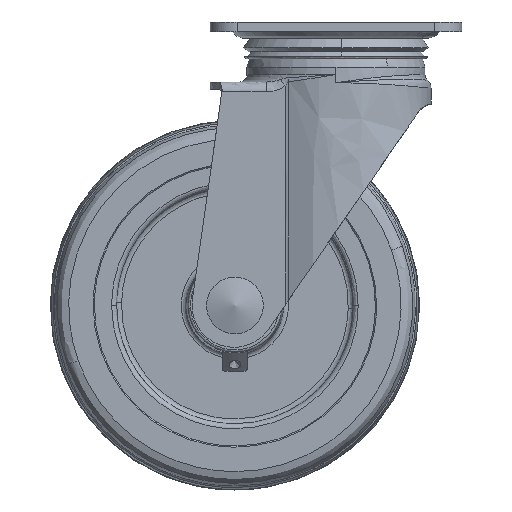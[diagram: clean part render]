
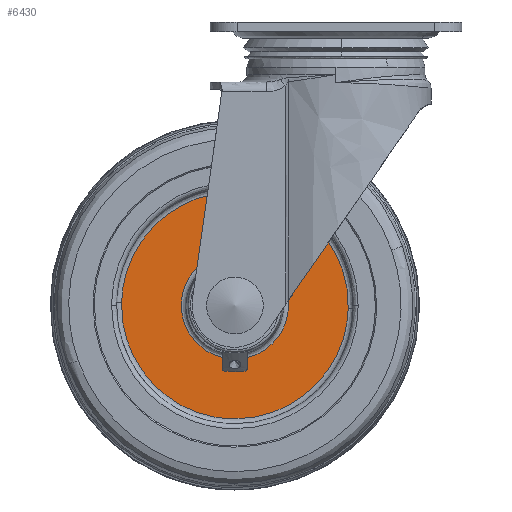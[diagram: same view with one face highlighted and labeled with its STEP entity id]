
A CAD part, front view. The second image highlights one B-rep face of the part: STEP entity #6430.
In plain terms, the highlighted free-form (B-spline) face has degree [1, 1] with [2, 2] control points.
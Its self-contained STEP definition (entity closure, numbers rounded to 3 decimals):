
#5749=CARTESIAN_POINT('',(-86.985,-12.,-113.844));
#5750=VERTEX_POINT('',#5749);
#5764=CARTESIAN_POINT('',(-41.0,-12.,-69.));
#5765=VERTEX_POINT('',#5764);
#5766=CARTESIAN_POINT('',(-41.0,-12.,-69.));
#5767=CARTESIAN_POINT('',(-85.858,-12.,-69.));
#5768=CARTESIAN_POINT('',(-86.985,-12.,-113.844));
#5776=(BOUNDED_CURVE()B_SPLINE_CURVE(2,(#5766,#5767,#5768),.UNSPECIFIED.,.F.,.U.)B_SPLINE_CURVE_WITH_KNOTS((3,3),(0.5,0.746),.UNSPECIFIED.)CURVE()GEOMETRIC_REPRESENTATION_ITEM()RATIONAL_B_SPLINE_CURVE((1.0,0.712,0.99))REPRESENTATION_ITEM(''));
#5777=EDGE_CURVE('',#5765,#5750,#5776,.T.);
#5779=CARTESIAN_POINT('',(4.985,-12.,-116.156));
#5780=VERTEX_POINT('',#5779);
#5781=CARTESIAN_POINT('',(4.985,-12.,-116.156));
#5782=CARTESIAN_POINT('',(5.,-12.,-115.578));
#5783=CARTESIAN_POINT('',(5.,-12.,-115.));
#5784=CARTESIAN_POINT('',(5.,-12.,-69.));
#5785=CARTESIAN_POINT('',(-41.0,-12.,-69.));
#5793=(BOUNDED_CURVE()B_SPLINE_CURVE(2,(#5781,#5782,#5783,#5784,#5785),.UNSPECIFIED.,.F.,.U.)B_SPLINE_CURVE_WITH_KNOTS((3,2,3),(0.246,0.25,0.5),.UNSPECIFIED.)CURVE()GEOMETRIC_REPRESENTATION_ITEM()RATIONAL_B_SPLINE_CURVE((0.99,0.995,1.0,0.707,1.0))REPRESENTATION_ITEM(''));
#5794=EDGE_CURVE('',#5780,#5765,#5793,.T.);
#5844=CARTESIAN_POINT('',(-41.0,-12.,-161.));
#5845=VERTEX_POINT('',#5844);
#5846=CARTESIAN_POINT('',(-41.0,-12.,-161.));
#5847=CARTESIAN_POINT('',(3.858,-12.,-161.));
#5848=CARTESIAN_POINT('',(4.985,-12.,-116.156));
#5856=(BOUNDED_CURVE()B_SPLINE_CURVE(2,(#5846,#5847,#5848),.UNSPECIFIED.,.F.,.U.)B_SPLINE_CURVE_WITH_KNOTS((3,3),(0.0,0.246),.UNSPECIFIED.)CURVE()GEOMETRIC_REPRESENTATION_ITEM()RATIONAL_B_SPLINE_CURVE((1.0,0.712,0.99))REPRESENTATION_ITEM(''));
#5857=EDGE_CURVE('',#5845,#5780,#5856,.T.);
#5859=CARTESIAN_POINT('',(-86.985,-12.,-113.844));
#5860=CARTESIAN_POINT('',(-87.,-12.,-114.422));
#5861=CARTESIAN_POINT('',(-87.,-12.,-115.));
#5862=CARTESIAN_POINT('',(-87.,-12.,-161.));
#5863=CARTESIAN_POINT('',(-41.0,-12.,-161.));
#5871=(BOUNDED_CURVE()B_SPLINE_CURVE(2,(#5859,#5860,#5861,#5862,#5863),.UNSPECIFIED.,.F.,.U.)B_SPLINE_CURVE_WITH_KNOTS((3,2,3),(0.746,0.75,1.0),.UNSPECIFIED.)CURVE()GEOMETRIC_REPRESENTATION_ITEM()RATIONAL_B_SPLINE_CURVE((0.99,0.995,1.0,0.707,1.0))REPRESENTATION_ITEM(''));
#5872=EDGE_CURVE('',#5750,#5845,#5871,.T.);
#6106=CARTESIAN_POINT('',(-36.0,-12.,-136.155));
#6107=VERTEX_POINT('',#6106);
#6137=CARTESIAN_POINT('',(-46.0,-12.,-136.155));
#6138=VERTEX_POINT('',#6137);
#6139=CARTESIAN_POINT('',(-46.0,-12.,-136.155));
#6140=CARTESIAN_POINT('',(-47.202,-12.,-135.871));
#6141=CARTESIAN_POINT('',(-49.479,-12.,-135.123));
#6142=CARTESIAN_POINT('',(-52.187,-12.,-133.705));
#6143=CARTESIAN_POINT('',(-54.625,-12.,-132.012));
#6144=CARTESIAN_POINT('',(-56.468,-12.,-130.355));
#6145=CARTESIAN_POINT('',(-58.411,-12.,-128.112));
#6146=CARTESIAN_POINT('',(-59.97,-12.,-125.776));
#6147=CARTESIAN_POINT('',(-61.379,-12.,-122.79));
#6148=CARTESIAN_POINT('',(-62.381,-12.,-119.468));
#6149=CARTESIAN_POINT('',(-62.826,-12.,-115.857));
#6150=CARTESIAN_POINT('',(-62.637,-12.,-111.896));
#6151=CARTESIAN_POINT('',(-61.657,-12.,-107.704));
#6152=CARTESIAN_POINT('',(-59.728,-12.,-103.666));
#6153=CARTESIAN_POINT('',(-57.375,-12.,-100.572));
#6154=CARTESIAN_POINT('',(-54.999,-12.,-98.282));
#6155=CARTESIAN_POINT('',(-52.531,-12.,-96.48));
#6156=CARTESIAN_POINT('',(-49.387,-12.,-94.83));
#6157=CARTESIAN_POINT('',(-45.844,-12.,-93.686));
#6158=CARTESIAN_POINT('',(-41.829,-12.,-93.158));
#6159=CARTESIAN_POINT('',(-37.45,-12.,-93.382));
#6160=CARTESIAN_POINT('',(-33.37,-12.,-94.498));
#6161=CARTESIAN_POINT('',(-30.189,-12.,-96.076));
#6162=CARTESIAN_POINT('',(-27.714,-12.,-97.716));
#6163=CARTESIAN_POINT('',(-25.595,-12.,-99.559));
#6164=CARTESIAN_POINT('',(-23.329,-12.,-102.181));
#6165=CARTESIAN_POINT('',(-21.719,-12.,-104.785));
#6166=CARTESIAN_POINT('',(-20.417,-12.,-107.816));
#6167=CARTESIAN_POINT('',(-19.587,-12.,-110.757));
#6168=CARTESIAN_POINT('',(-19.185,-12.,-114.204));
#6169=CARTESIAN_POINT('',(-19.317,-12.,-117.257));
#6170=CARTESIAN_POINT('',(-19.844,-12.,-120.262));
#6171=CARTESIAN_POINT('',(-20.835,-12.,-123.415));
#6172=CARTESIAN_POINT('',(-22.288,-12.,-126.203));
#6173=CARTESIAN_POINT('',(-24.196,-12.,-128.891));
#6174=CARTESIAN_POINT('',(-26.276,-12.,-131.135));
#6175=CARTESIAN_POINT('',(-29.361,-12.,-133.493));
#6176=CARTESIAN_POINT('',(-32.596,-12.,-135.162));
#6177=CARTESIAN_POINT('',(-34.958,-12.,-135.908));
#6178=CARTESIAN_POINT('',(-36.0,-12.,-136.155));
#6179=B_SPLINE_CURVE_WITH_KNOTS('',3,(#6139,#6140,#6141,#6142,#6143,#6144,#6145,#6146,#6147,#6148,#6149,#6150,#6151,#6152,#6153,#6154,#6155,#6156,#6157,#6158,#6159,#6160,#6161,#6162,#6163,#6164,#6165,#6166,#6167,#6168,#6169,#6170,#6171,#6172,#6173,#6174,#6175,#6176,#6177,#6178),.UNSPECIFIED.,.F.,.U.,(4,1,1,1,1,1,1,1,1,1,1,1,1,1,1,1,1,1,1,1,1,1,1,1,1,1,1,1,1,1,1,1,1,1,1,1,1,4),(0.,3.706,7.164,9.141,12.6,14.576,18.035,21.,24.458,28.411,31.87,36.317,41.258,45.211,47.928,51.14,54.352,58.552,62.257,66.457,71.645,74.857,77.081,80.539,83.257,87.457,89.68,93.139,96.598,100.056,102.28,105.739,109.939,111.668,115.621,119.08,123.279,126.491),.UNSPECIFIED.);
#6180=EDGE_CURVE('',#6138,#6107,#6179,.T.);
#6260=CARTESIAN_POINT('',(-36.846,-12.,-141.679));
#6261=VERTEX_POINT('',#6260);
#6267=CARTESIAN_POINT('',(-36.0,-12.,-140.69));
#6268=VERTEX_POINT('',#6267);
#6269=CARTESIAN_POINT('',(-36.846,-12.,-141.679));
#6270=CARTESIAN_POINT('',(-36.0,-12.,-141.547));
#6271=CARTESIAN_POINT('',(-36.0,-12.,-140.69));
#6279=(BOUNDED_CURVE()B_SPLINE_CURVE(2,(#6269,#6270,#6271),.UNSPECIFIED.,.F.,.U.)CURVE()GEOMETRIC_REPRESENTATION_ITEM()QUASI_UNIFORM_CURVE()RATIONAL_B_SPLINE_CURVE((1.0,0.76,1.0))REPRESENTATION_ITEM(''));
#6280=EDGE_CURVE('',#6261,#6268,#6279,.T.);
#6318=CARTESIAN_POINT('',(-45.154,-12.,-141.679));
#6319=VERTEX_POINT('',#6318);
#6325=CARTESIAN_POINT('',(-45.154,-12.,-141.679));
#6326=CARTESIAN_POINT('',(-41.,-12.,-142.325));
#6327=CARTESIAN_POINT('',(-36.846,-12.,-141.679));
#6335=(BOUNDED_CURVE()B_SPLINE_CURVE(2,(#6325,#6326,#6327),.UNSPECIFIED.,.F.,.U.)CURVE()GEOMETRIC_REPRESENTATION_ITEM()QUASI_UNIFORM_CURVE()RATIONAL_B_SPLINE_CURVE((1.0,0.988,1.0))REPRESENTATION_ITEM(''));
#6336=EDGE_CURVE('',#6319,#6261,#6335,.T.);
#6379=CARTESIAN_POINT('',(-46.0,-12.,-140.69));
#6380=VERTEX_POINT('',#6379);
#6386=CARTESIAN_POINT('',(-46.,-12.,-140.69));
#6387=CARTESIAN_POINT('',(-46.,-12.,-141.547));
#6388=CARTESIAN_POINT('',(-45.154,-12.,-141.679));
#6396=(BOUNDED_CURVE()B_SPLINE_CURVE(2,(#6386,#6387,#6388),.UNSPECIFIED.,.F.,.U.)CURVE()GEOMETRIC_REPRESENTATION_ITEM()QUASI_UNIFORM_CURVE()RATIONAL_B_SPLINE_CURVE((1.0,0.76,1.0))REPRESENTATION_ITEM(''));
#6397=EDGE_CURVE('',#6380,#6319,#6396,.T.);
#6403=CARTESIAN_POINT('',(-91.595,-12.,-165.595));
#6404=CARTESIAN_POINT('',(-91.595,-12.,-64.405));
#6405=CARTESIAN_POINT('',(9.595,-12.,-165.595));
#6406=CARTESIAN_POINT('',(9.595,-12.,-64.405));
#6407=B_SPLINE_SURFACE_WITH_KNOTS('',1,1,((#6403,#6405),(#6404,#6406)),.UNSPECIFIED.,.F.,.F.,.U.,(2,2),(2,2),(0.0,101.191),(0.0,101.191),.UNSPECIFIED.);
#6408=ORIENTED_EDGE('',*,*,#5857,.T.);
#6409=ORIENTED_EDGE('',*,*,#5794,.T.);
#6410=ORIENTED_EDGE('',*,*,#5777,.T.);
#6411=ORIENTED_EDGE('',*,*,#5872,.T.);
#6412=EDGE_LOOP('',(#6408,#6409,#6410,#6411));
#6413=FACE_OUTER_BOUND('',#6412,.T.);
#6414=CARTESIAN_POINT('',(-46.0,-12.,-136.155));
#6415=CARTESIAN_POINT('',(-46.0,-12.,-140.69));
#6416=QUASI_UNIFORM_CURVE('',1,(#6414,#6415),.UNSPECIFIED.,.F.,.U.);
#6417=EDGE_CURVE('',#6138,#6380,#6416,.T.);
#6418=ORIENTED_EDGE('',*,*,#6417,.F.);
#6419=ORIENTED_EDGE('',*,*,#6180,.T.);
#6420=CARTESIAN_POINT('',(-36.0,-12.,-140.69));
#6421=CARTESIAN_POINT('',(-36.0,-12.,-136.155));
#6422=QUASI_UNIFORM_CURVE('',1,(#6420,#6421),.UNSPECIFIED.,.F.,.U.);
#6423=EDGE_CURVE('',#6268,#6107,#6422,.T.);
#6424=ORIENTED_EDGE('',*,*,#6423,.F.);
#6425=ORIENTED_EDGE('',*,*,#6280,.F.);
#6426=ORIENTED_EDGE('',*,*,#6336,.F.);
#6427=ORIENTED_EDGE('',*,*,#6397,.F.);
#6428=EDGE_LOOP('',(#6418,#6419,#6424,#6425,#6426,#6427));
#6429=FACE_BOUND('',#6428,.T.);
#6430=ADVANCED_FACE('',(#6413,#6429),#6407,.F.);
